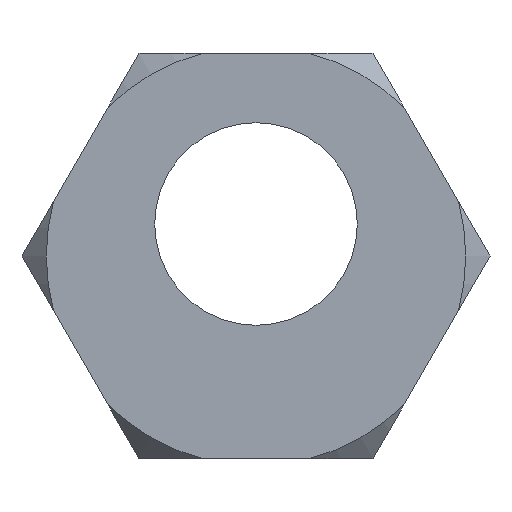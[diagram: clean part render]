
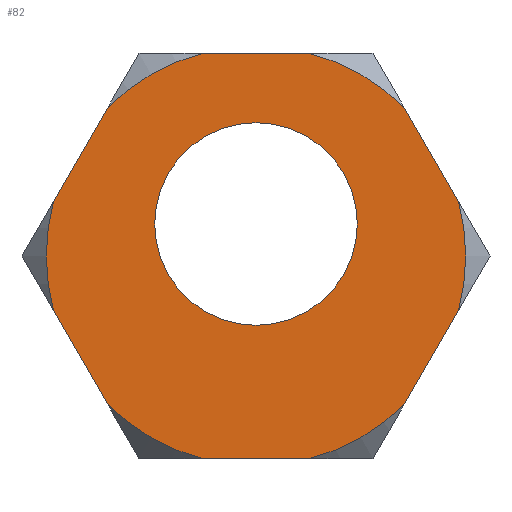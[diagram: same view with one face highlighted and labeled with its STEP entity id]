
A CAD part, front view. The second image highlights one B-rep face of the part: STEP entity #82.
In plain terms, the highlighted planar face has unit normal (0, -1, 0).
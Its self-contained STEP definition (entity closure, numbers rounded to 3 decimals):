
#1 = VERTEX_POINT ( 'NONE', #343 ) ;
#2 = DIRECTION ( 'NONE',  ( 0., 1., 0. ) ) ;
#9 = AXIS2_PLACEMENT_3D ( 'NONE', #254, #2, #625 ) ;
#19 = VERTEX_POINT ( 'NONE', #584 ) ;
#31 = EDGE_CURVE ( 'NONE', #366, #35, #187, .T. ) ;
#35 = VERTEX_POINT ( 'NONE', #120 ) ;
#37 = CIRCLE ( 'NONE', #9, 5.174 ) ;
#46 = CARTESIAN_POINT ( 'NONE',  ( -16.184, -5.9, 22.861 ) ) ;
#47 = DIRECTION ( 'NONE',  ( 0., 0., 1. ) ) ;
#57 = DIRECTION ( 'NONE',  ( 0., 1., 0. ) ) ;
#61 = DIRECTION ( 'NONE',  ( 0., 0., 1. ) ) ;
#62 = CIRCLE ( 'NONE', #188, 5.174 ) ;
#76 = VECTOR ( 'NONE', #672, 1000. ) ;
#78 = CARTESIAN_POINT ( 'NONE',  ( -19.85, -5.9, 19.21 ) ) ;
#82 = ADVANCED_FACE ( 'NONE', ( #662, #477 ), #733, .T. ) ;
#92 = CIRCLE ( 'NONE', #352, 5.174 ) ;
#102 = CIRCLE ( 'NONE', #514, 5.174 ) ;
#105 = VERTEX_POINT ( 'NONE', #730 ) ;
#109 = VERTEX_POINT ( 'NONE', #175 ) ;
#113 = ORIENTED_EDGE ( 'NONE', *, *, #368, .F. ) ;
#114 = ORIENTED_EDGE ( 'NONE', *, *, #271, .F. ) ;
#117 = DIRECTION ( 'NONE',  ( -1., 0., 0. ) ) ;
#120 = CARTESIAN_POINT ( 'NONE',  ( -18.521, -5.9, 14.21 ) ) ;
#122 = CARTESIAN_POINT ( 'NONE',  ( -23.516, -5.9, 15.559 ) ) ;
#125 = CARTESIAN_POINT ( 'NONE',  ( -19.85, -5.9, 20. ) ) ;
#155 = CARTESIAN_POINT ( 'NONE',  ( -20.85, -5.9, 24.21 ) ) ;
#160 = DIRECTION ( 'NONE',  ( -1., 0., 0. ) ) ;
#161 = ORIENTED_EDGE ( 'NONE', *, *, #233, .T. ) ;
#166 = CARTESIAN_POINT ( 'NONE',  ( -19.85, -5.9, 19.21 ) ) ;
#175 = CARTESIAN_POINT ( 'NONE',  ( -14.856, -5.9, 17.861 ) ) ;
#179 = CARTESIAN_POINT ( 'NONE',  ( -19.85, -5.9, 19.21 ) ) ;
#181 = CARTESIAN_POINT ( 'NONE',  ( -21.179, -5.9, 14.21 ) ) ;
#187 = CIRCLE ( 'NONE', #623, 5.174 ) ;
#188 = AXIS2_PLACEMENT_3D ( 'NONE', #78, #450, #808 ) ;
#191 = VERTEX_POINT ( 'NONE', #764 ) ;
#210 = ORIENTED_EDGE ( 'NONE', *, *, #481, .T. ) ;
#217 = VECTOR ( 'NONE', #160, 1000. ) ;
#219 = LINE ( 'NONE', #457, #326 ) ;
#233 = EDGE_CURVE ( 'NONE', #19, #436, #496, .T. ) ;
#246 = ORIENTED_EDGE ( 'NONE', *, *, #401, .T. ) ;
#254 = CARTESIAN_POINT ( 'NONE',  ( -19.85, -5.9, 19.21 ) ) ;
#259 = EDGE_CURVE ( 'NONE', #105, #191, #577, .T. ) ;
#271 = EDGE_CURVE ( 'NONE', #105, #321, #92, .T. ) ;
#275 = AXIS2_PLACEMENT_3D ( 'NONE', #125, #621, #61 ) ;
#303 = VECTOR ( 'NONE', #537, 1000. ) ;
#307 = LINE ( 'NONE', #616, #303 ) ;
#321 = VERTEX_POINT ( 'NONE', #519 ) ;
#326 = VECTOR ( 'NONE', #459, 1000. ) ;
#329 = DIRECTION ( 'NONE',  ( 0., 0., 1. ) ) ;
#332 = DIRECTION ( 'NONE',  ( -0.5, 0., -0.866 ) ) ;
#335 = EDGE_CURVE ( 'NONE', #803, #321, #574, .T. ) ;
#343 = CARTESIAN_POINT ( 'NONE',  ( -19.85, -5.9, 22.5 ) ) ;
#351 = VERTEX_POINT ( 'NONE', #467 ) ;
#352 = AXIS2_PLACEMENT_3D ( 'NONE', #771, #393, #464 ) ;
#364 = DIRECTION ( 'NONE',  ( 0., 0., -1. ) ) ;
#366 = VERTEX_POINT ( 'NONE', #542 ) ;
#368 = EDGE_CURVE ( 'NONE', #803, #436, #102, .T. ) ;
#373 = DIRECTION ( 'NONE',  ( 0., -1., 0. ) ) ;
#377 = CARTESIAN_POINT ( 'NONE',  ( -14.856, -5.9, 20.559 ) ) ;
#380 = CIRCLE ( 'NONE', #673, 5.174 ) ;
#388 = VERTEX_POINT ( 'NONE', #181 ) ;
#393 = DIRECTION ( 'NONE',  ( 0., 1., 0. ) ) ;
#394 = VERTEX_POINT ( 'NONE', #664 ) ;
#401 = EDGE_CURVE ( 'NONE', #388, #35, #424, .T. ) ;
#420 = DIRECTION ( 'NONE',  ( 0., 1., 0. ) ) ;
#424 = LINE ( 'NONE', #476, #76 ) ;
#427 = ORIENTED_EDGE ( 'NONE', *, *, #579, .F. ) ;
#429 = AXIS2_PLACEMENT_3D ( 'NONE', #560, #754, #329 ) ;
#436 = VERTEX_POINT ( 'NONE', #46 ) ;
#442 = VECTOR ( 'NONE', #332, 1000. ) ;
#448 = ORIENTED_EDGE ( 'NONE', *, *, #536, .F. ) ;
#449 = EDGE_CURVE ( 'NONE', #388, #654, #380, .T. ) ;
#450 = DIRECTION ( 'NONE',  ( 0., 1., 0. ) ) ;
#452 = ORIENTED_EDGE ( 'NONE', *, *, #31, .F. ) ;
#457 = CARTESIAN_POINT ( 'NONE',  ( -16.184, -5.9, 15.559 ) ) ;
#459 = DIRECTION ( 'NONE',  ( 0.5, 0., 0.866 ) ) ;
#464 = DIRECTION ( 'NONE',  ( 0., 0., 1. ) ) ;
#467 = CARTESIAN_POINT ( 'NONE',  ( -19.85, -5.9, 17.5 ) ) ;
#468 = ORIENTED_EDGE ( 'NONE', *, *, #763, .T. ) ;
#476 = CARTESIAN_POINT ( 'NONE',  ( -21.179, -5.9, 14.21 ) ) ;
#477 = FACE_OUTER_BOUND ( 'NONE', #559, .T. ) ;
#481 = EDGE_CURVE ( 'NONE', #394, #654, #307, .T. ) ;
#482 = DIRECTION ( 'NONE',  ( 0., 1., 0. ) ) ;
#496 = LINE ( 'NONE', #377, #594 ) ;
#514 = AXIS2_PLACEMENT_3D ( 'NONE', #166, #57, #804 ) ;
#519 = CARTESIAN_POINT ( 'NONE',  ( -21.179, -5.9, 24.21 ) ) ;
#524 = CIRCLE ( 'NONE', #429, 2.5 ) ;
#533 = CARTESIAN_POINT ( 'NONE',  ( -19.85, -5.9, 19.21 ) ) ;
#536 = EDGE_CURVE ( 'NONE', #351, #1, #661, .T. ) ;
#537 = DIRECTION ( 'NONE',  ( 0.5, 0., -0.866 ) ) ;
#542 = CARTESIAN_POINT ( 'NONE',  ( -16.184, -5.9, 15.559 ) ) ;
#545 = ORIENTED_EDGE ( 'NONE', *, *, #449, .F. ) ;
#555 = EDGE_CURVE ( 'NONE', #1, #351, #524, .T. ) ;
#559 = EDGE_LOOP ( 'NONE', ( #666, #114, #563, #427, #210, #545, #246, #452, #468, #620, #161, #113 ) ) ;
#560 = CARTESIAN_POINT ( 'NONE',  ( -19.85, -5.9, 20. ) ) ;
#561 = EDGE_CURVE ( 'NONE', #19, #109, #37, .T. ) ;
#563 = ORIENTED_EDGE ( 'NONE', *, *, #259, .T. ) ;
#574 = LINE ( 'NONE', #155, #217 ) ;
#575 = EDGE_LOOP ( 'NONE', ( #653, #448 ) ) ;
#577 = LINE ( 'NONE', #651, #442 ) ;
#579 = EDGE_CURVE ( 'NONE', #394, #191, #62, .T. ) ;
#584 = CARTESIAN_POINT ( 'NONE',  ( -14.856, -5.9, 20.559 ) ) ;
#594 = VECTOR ( 'NONE', #752, 1000. ) ;
#604 = CARTESIAN_POINT ( 'NONE',  ( -19.85, -5.9, 19.21 ) ) ;
#616 = CARTESIAN_POINT ( 'NONE',  ( -24.844, -5.9, 17.861 ) ) ;
#620 = ORIENTED_EDGE ( 'NONE', *, *, #561, .F. ) ;
#621 = DIRECTION ( 'NONE',  ( 0., -1., 0. ) ) ;
#623 = AXIS2_PLACEMENT_3D ( 'NONE', #604, #482, #47 ) ;
#625 = DIRECTION ( 'NONE',  ( 0., 0., 1. ) ) ;
#651 = CARTESIAN_POINT ( 'NONE',  ( -23.516, -5.9, 22.861 ) ) ;
#653 = ORIENTED_EDGE ( 'NONE', *, *, #555, .F. ) ;
#654 = VERTEX_POINT ( 'NONE', #122 ) ;
#661 = CIRCLE ( 'NONE', #275, 2.5 ) ;
#662 = FACE_BOUND ( 'NONE', #575, .T. ) ;
#664 = CARTESIAN_POINT ( 'NONE',  ( -24.844, -5.9, 17.861 ) ) ;
#666 = ORIENTED_EDGE ( 'NONE', *, *, #335, .T. ) ;
#672 = DIRECTION ( 'NONE',  ( 1., 0., 0. ) ) ;
#673 = AXIS2_PLACEMENT_3D ( 'NONE', #533, #420, #364 ) ;
#723 = CARTESIAN_POINT ( 'NONE',  ( -18.521, -5.9, 24.21 ) ) ;
#730 = CARTESIAN_POINT ( 'NONE',  ( -23.516, -5.9, 22.861 ) ) ;
#733 = PLANE ( 'NONE',  #742 ) ;
#742 = AXIS2_PLACEMENT_3D ( 'NONE', #179, #373, #117 ) ;
#752 = DIRECTION ( 'NONE',  ( -0.5, 0., 0.866 ) ) ;
#754 = DIRECTION ( 'NONE',  ( 0., -1., 0. ) ) ;
#763 = EDGE_CURVE ( 'NONE', #366, #109, #219, .T. ) ;
#764 = CARTESIAN_POINT ( 'NONE',  ( -24.844, -5.9, 20.559 ) ) ;
#771 = CARTESIAN_POINT ( 'NONE',  ( -19.85, -5.9, 19.21 ) ) ;
#803 = VERTEX_POINT ( 'NONE', #723 ) ;
#804 = DIRECTION ( 'NONE',  ( 0., 0., 1. ) ) ;
#808 = DIRECTION ( 'NONE',  ( 0., 0., 1. ) ) ;
